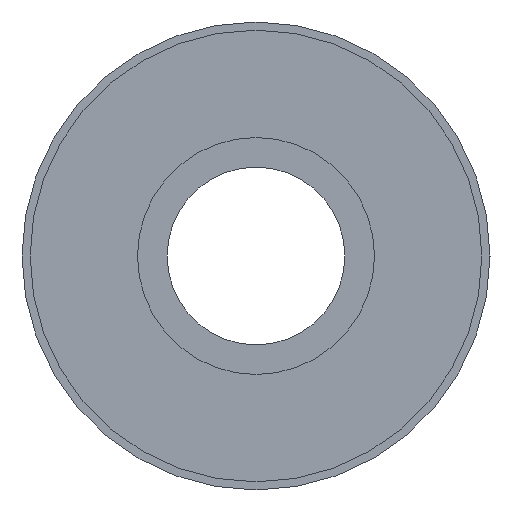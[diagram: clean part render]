
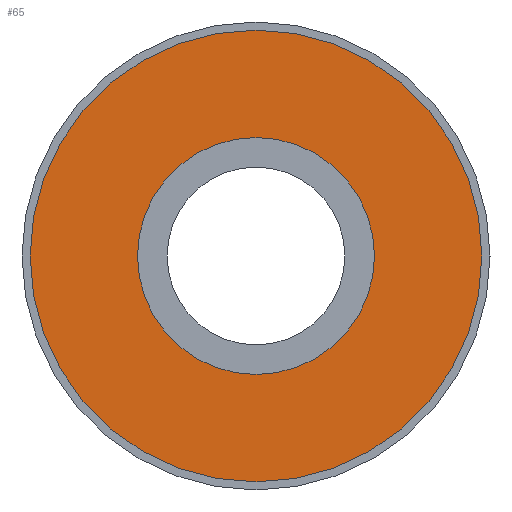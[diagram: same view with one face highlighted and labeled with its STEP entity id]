
A CAD part, left-side view. The second image highlights one B-rep face of the part: STEP entity #65.
In plain terms, the highlighted planar face has unit normal (-1, 0, 0).
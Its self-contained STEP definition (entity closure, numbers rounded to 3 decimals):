
#65=ADVANCED_FACE('',(#113,#114),#115,.T.);
#113=FACE_OUTER_BOUND('',#170,.T.);
#114=FACE_BOUND('',#171,.T.);
#115=PLANE('',#172);
#170=EDGE_LOOP('',(#325,#326));
#171=EDGE_LOOP('',(#327,#328));
#172=AXIS2_PLACEMENT_3D('',#329,#330,#331);
#325=ORIENTED_EDGE('',*,*,#378,.T.);
#326=ORIENTED_EDGE('',*,*,#414,.T.);
#327=ORIENTED_EDGE('',*,*,#416,.F.);
#328=ORIENTED_EDGE('',*,*,#368,.F.);
#329=CARTESIAN_POINT('',(-36.2,0.,0.0));
#330=DIRECTION('',(-1.0,0.,0.0));
#331=DIRECTION('',(0.,1.0,0.0));
#368=EDGE_CURVE('',#420,#423,#424,.T.);
#378=EDGE_CURVE('',#437,#441,#443,.T.);
#414=EDGE_CURVE('',#441,#437,#502,.T.);
#416=EDGE_CURVE('',#423,#420,#504,.T.);
#420=VERTEX_POINT('',#508);
#423=VERTEX_POINT('',#512);
#424=CIRCLE('',#513,4.0);
#437=VERTEX_POINT('',#529);
#441=VERTEX_POINT('',#534);
#443=CIRCLE('',#537,7.625);
#502=CIRCLE('',#606,7.625);
#504=CIRCLE('',#608,4.0);
#508=CARTESIAN_POINT('',(-36.2,4.0,0.));
#512=CARTESIAN_POINT('',(-36.2,-4.0,0.));
#513=AXIS2_PLACEMENT_3D('',#613,#614,#615);
#529=CARTESIAN_POINT('',(-36.2,7.625,0.0));
#534=CARTESIAN_POINT('',(-36.2,-7.625,0.));
#537=AXIS2_PLACEMENT_3D('',#633,#634,#635);
#606=AXIS2_PLACEMENT_3D('',#721,#722,#723);
#608=AXIS2_PLACEMENT_3D('',#727,#728,#729);
#613=CARTESIAN_POINT('',(-36.2,0.,0.0));
#614=DIRECTION('',(-1.0,0.,0.0));
#615=DIRECTION('',(0.,1.0,0.0));
#633=CARTESIAN_POINT('',(-36.2,0.,0.0));
#634=DIRECTION('',(-1.0,0.,0.0));
#635=DIRECTION('',(0.,1.0,0.0));
#721=CARTESIAN_POINT('',(-36.2,0.,0.0));
#722=DIRECTION('',(-1.0,0.,0.0));
#723=DIRECTION('',(0.,1.0,0.0));
#727=CARTESIAN_POINT('',(-36.2,0.,0.0));
#728=DIRECTION('',(-1.0,0.,0.0));
#729=DIRECTION('',(0.,1.0,0.0));
